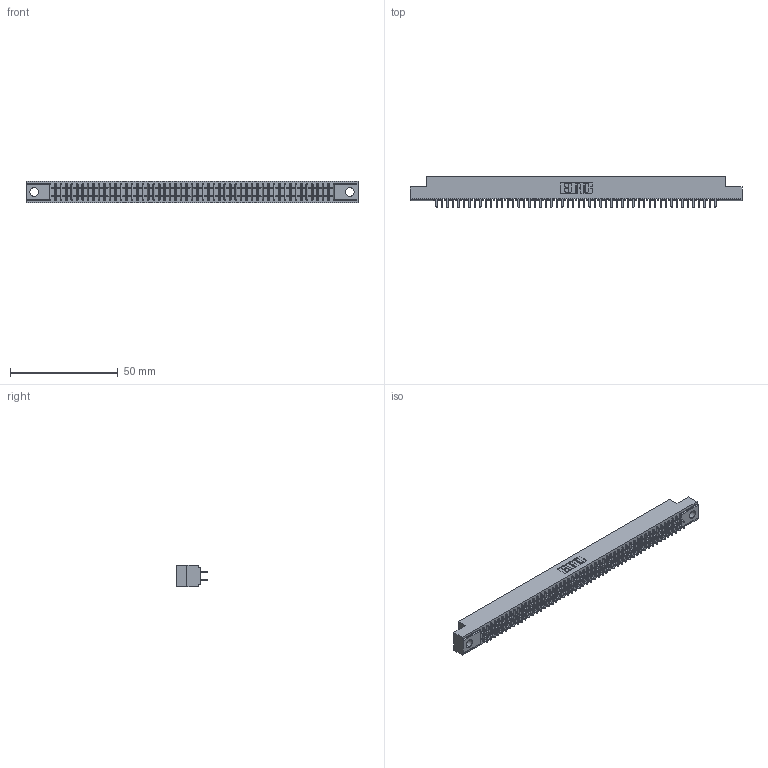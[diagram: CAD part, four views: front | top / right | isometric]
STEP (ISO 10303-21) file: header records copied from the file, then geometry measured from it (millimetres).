
FILE_DESCRIPTION (( 'STEP AP203' ), '1' );
FILE_NAME ('391-104-520-204.STEP', '2018-08-09T20:12:37', ( '' ), ( '' ), 'SwSTEP 2.0', 'SolidWorks 2016', '' );
FILE_SCHEMA (( 'CONFIG_CONTROL_DESIGN' ));
Length unit declared in the file: inch
Products named in the file (3): 341 Part_.156 (3.96) Dia Mounting Holes; 341-292-001_341-292-120; 391-104-520-204
Assembly tree (105 placements, depth 2):
  391-104-520-204
    341 Part_.156 (3.96) Dia Mounting Holes
    341-292-001_341-292-120  x104
Bounding box: 154.31 x 14.27 x 10.16 mm (x, y, z)
Volume: 11301.6 mm3; surface area: 20166.2 mm2
Topology: 105 solids, 105 shells, 6994 faces, 20268 edges, 13126 vertices
Faces by surface type: plane 4242, cylinder 2544, sphere 106, torus 102
Entity records: 62017 total; most frequent: CARTESIAN_POINT 10314, ORIENTED_EDGE 10248, DIRECTION 9994, EDGE_CURVE 5124, LINE 4158, VECTOR 4158, VERTEX_POINT 3238, AXIS2_PLACEMENT_3D 2918
